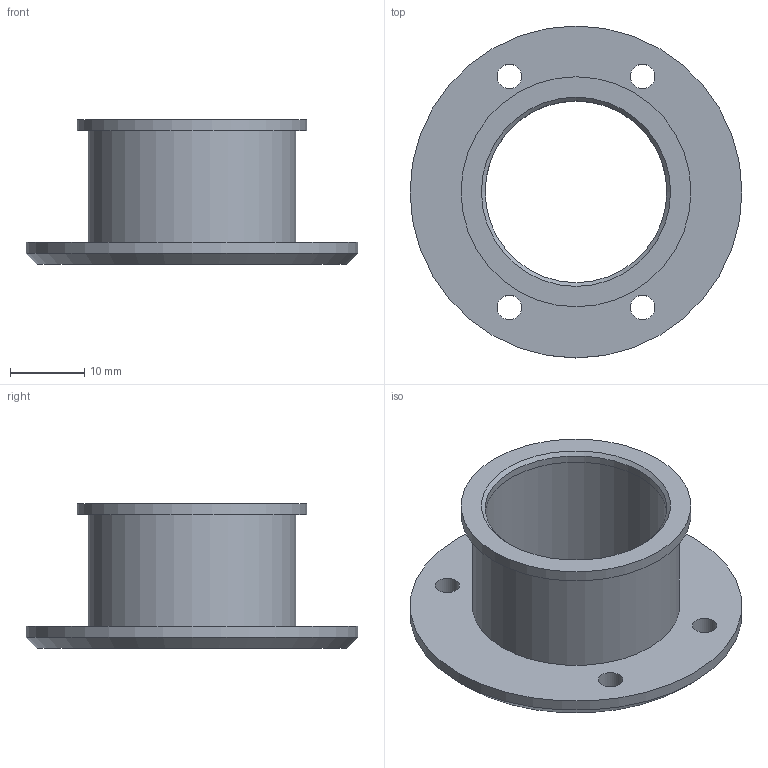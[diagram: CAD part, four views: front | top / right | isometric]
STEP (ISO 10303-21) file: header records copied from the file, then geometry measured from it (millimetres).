
FILE_DESCRIPTION(('FreeCAD Model'),'2;1');
FILE_NAME('port_anlage_halterung.step','2020-01-30T09:39:37',('Author'),(''), 'Open CASCADE STEP processor 7.3','FreeCAD','Unknown');
FILE_SCHEMA(('AUTOMOTIVE_DESIGN { 1 0 10303 214 1 1 1 1 }'));
Length unit declared in the file: millimetre
Products named in the file (1): Chamfer001
Bounding box: 44.75 x 44.75 x 19.5 mm (x, y, z)
Volume: 5334.4 mm3; surface area: 6131.1 mm2
Topology: 1 solids, 1 shells, 20 faces, 38 edges, 24 vertices
Faces by surface type: cylinder 11, plane 6, cone 3
Full cylindrical faces by diameter (mm): 3.3 x4, 24.5 x2, 28 x1, 28.5 x1, 31 x1, 31.5 x1, 44.75 x1
Entity records: 686 total; most frequent: DIRECTION 104, CARTESIAN_POINT 83, ORIENTED_EDGE 76, AXIS2_PLACEMENT_3D 45, EDGE_CURVE 38, FACE_BOUND 34, EDGE_LOOP 34, VERTEX_POINT 24
